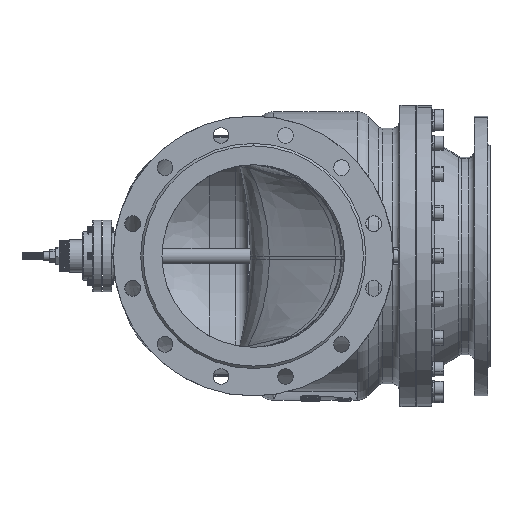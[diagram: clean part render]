
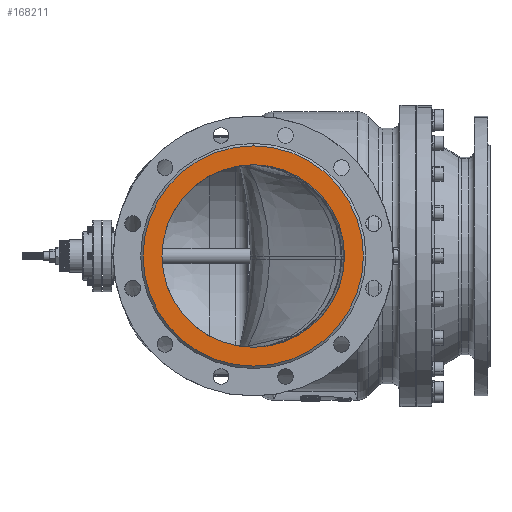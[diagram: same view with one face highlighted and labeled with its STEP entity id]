
A CAD part, left-side view. The second image highlights one B-rep face of the part: STEP entity #168211.
In plain terms, the highlighted planar face has unit normal (1, 0, 0).
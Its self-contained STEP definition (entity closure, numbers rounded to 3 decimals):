
#133053=CARTESIAN_POINT('',(-333.012,72.252,698.));
#133054=DIRECTION('',(-1.,0.,0.));
#133055=DIRECTION('',(0.,0.,1.));
#133056=AXIS2_PLACEMENT_3D('',#133053,#133054,#133055);
#133058=CARTESIAN_POINT('',(-333.012,72.252,698.));
#133059=DIRECTION('',(-1.,0.,0.));
#133060=DIRECTION('',(0.,0.,-1.));
#133061=AXIS2_PLACEMENT_3D('',#133058,#133059,#133060);
#133063=CARTESIAN_POINT('',(-333.012,72.252,698.));
#133064=DIRECTION('',(1.,0.,0.));
#133065=DIRECTION('',(0.,0.,-1.));
#133066=AXIS2_PLACEMENT_3D('',#133063,#133064,#133065);
#133068=CARTESIAN_POINT('',(-333.012,72.252,698.));
#133069=DIRECTION('',(1.,0.,0.));
#133070=DIRECTION('',(0.,0.,1.));
#133071=AXIS2_PLACEMENT_3D('',#133068,#133069,#133070);
#151763=CARTESIAN_POINT('',(-333.012,72.252,848.));
#151765=VERTEX_POINT('',#151763);
#152009=CARTESIAN_POINT('',(-333.012,72.252,548.));
#152010=VERTEX_POINT('',#152009);
#152152=CARTESIAN_POINT('',(-333.012,72.252,879.));
#152153=VERTEX_POINT('',#152152);
#152601=CARTESIAN_POINT('',(-333.012,72.252,517.));
#152602=VERTEX_POINT('',#152601);
#168194=CARTESIAN_POINT('',(-333.012,222.252,698.));
#168195=DIRECTION('',(-1.,0.,0.));
#168196=DIRECTION('',(0.,0.,1.));
#168197=AXIS2_PLACEMENT_3D('',#168194,#168195,#168196);
#168198=PLANE('',#168197);
#168200=ORIENTED_EDGE('',*,*,#168199,.T.);
#168202=ORIENTED_EDGE('',*,*,#168201,.T.);
#168203=EDGE_LOOP('',(#168200,#168202));
#168204=FACE_OUTER_BOUND('',#168203,.F.);
#168206=ORIENTED_EDGE('',*,*,#168205,.T.);
#168208=ORIENTED_EDGE('',*,*,#168207,.T.);
#168209=EDGE_LOOP('',(#168206,#168208));
#168210=FACE_BOUND('',#168209,.F.);
#168211=ADVANCED_FACE('',(#168204,#168210),#168198,.F.);
#133057=CIRCLE('',#133056,181.);
#133062=CIRCLE('',#133061,181.);
#133067=CIRCLE('',#133066,150.);
#133072=CIRCLE('',#133071,150.);
#168199=EDGE_CURVE('',#152153,#152602,#133057,.T.);
#168201=EDGE_CURVE('',#152602,#152153,#133062,.T.);
#168205=EDGE_CURVE('',#152010,#151765,#133067,.T.);
#168207=EDGE_CURVE('',#151765,#152010,#133072,.T.);
